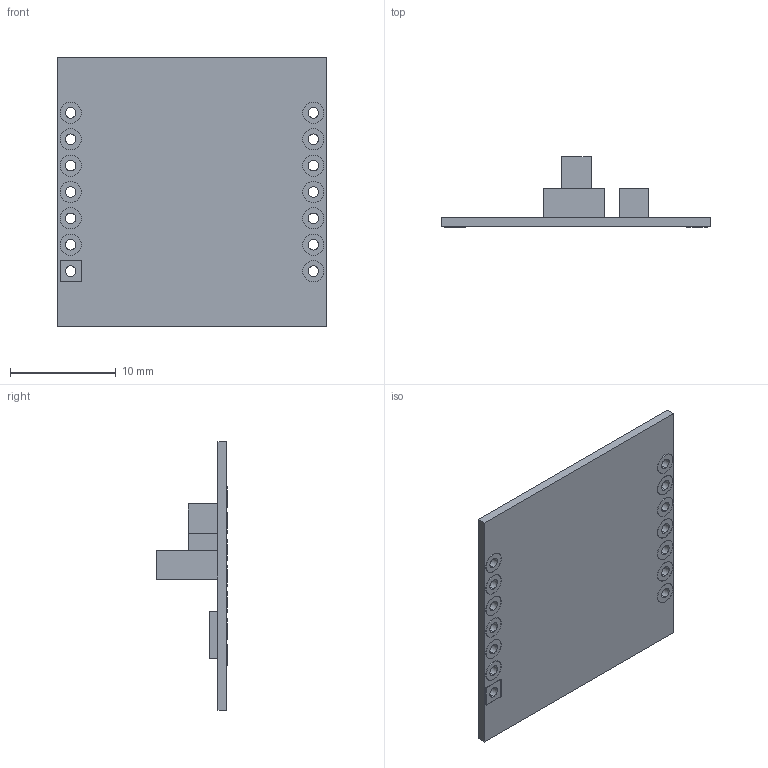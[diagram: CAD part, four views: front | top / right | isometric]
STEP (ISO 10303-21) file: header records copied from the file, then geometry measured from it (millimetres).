
FILE_DESCRIPTION (( 'STEP AP214' ), '1' );
FILE_NAME ('PNI Board.STEP', '2019-08-28T07:32:05', ( '' ), ( '' ), 'SwSTEP 2.0', 'SolidWorks 2017', '' );
FILE_SCHEMA (( 'AUTOMOTIVE_DESIGN' ));
Length unit declared in the file: millimetre
Products named in the file (1): PNI Board
Bounding box: 25.4 x 6.69 x 25.4 mm (x, y, z)
Volume: 688.7 mm3; surface area: 1579.7 mm2
Topology: 1 solids, 1 shells, 142 faces, 324 edges, 216 vertices
Faces by surface type: cylinder 80, plane 62
Entity records: 5346 total; most frequent: DIRECTION 770, CARTESIAN_POINT 683, ORIENTED_EDGE 648, EDGE_CURVE 324, AXIS2_PLACEMENT_3D 303, VERTEX_POINT 216, EDGE_LOOP 202, LINE 164
